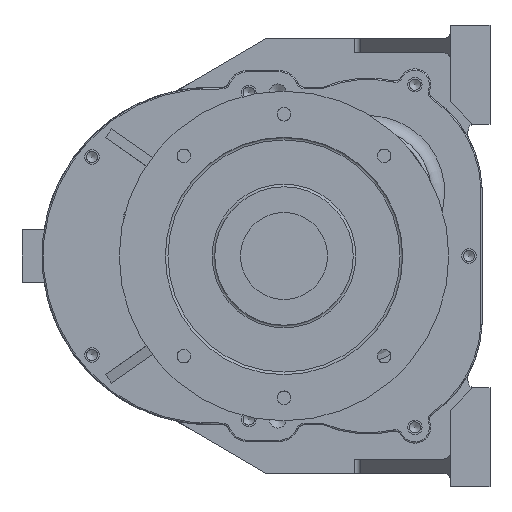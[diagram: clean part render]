
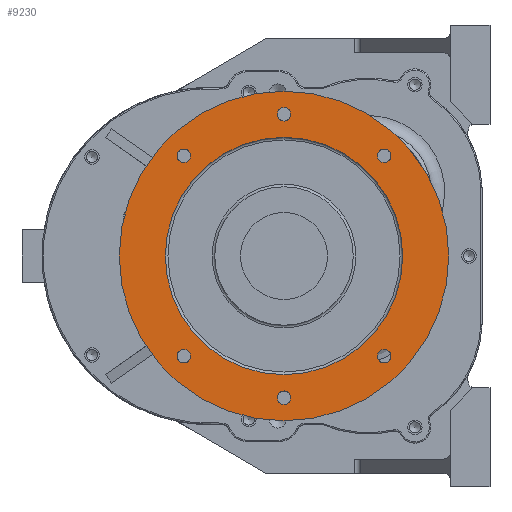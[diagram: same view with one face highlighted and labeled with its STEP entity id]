
A CAD part, left-side view. The second image highlights one B-rep face of the part: STEP entity #9230.
In plain terms, the highlighted planar face has unit normal (-1, 0, 0).
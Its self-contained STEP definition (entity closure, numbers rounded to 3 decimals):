
#260 = AXIS2_PLACEMENT_3D ( 'NONE', #5317, #10919, #3957 ) ;
#542 = FACE_BOUND ( 'NONE', #12836, .T. ) ;
#1162 = DIRECTION ( 'NONE',  ( 1., 0., 0. ) ) ;
#1435 = EDGE_LOOP ( 'NONE', ( #10995 ) ) ;
#1480 = AXIS2_PLACEMENT_3D ( 'NONE', #18238, #15332, #10895 ) ;
#2093 = FACE_BOUND ( 'NONE', #10701, .T. ) ;
#2286 = FACE_BOUND ( 'NONE', #1435, .T. ) ;
#2570 = CARTESIAN_POINT ( 'NONE',  ( -18., 76.014, -81.114 ) ) ;
#2672 = DIRECTION ( 'NONE',  ( 1., 0., 0. ) ) ;
#3217 = EDGE_CURVE ( 'NONE', #5051, #5051, #18497, .T. ) ;
#3267 = AXIS2_PLACEMENT_3D ( 'NONE', #4122, #2672, #10213 ) ;
#3444 = CARTESIAN_POINT ( 'NONE',  ( -18., -125., 0. ) ) ;
#3523 = ORIENTED_EDGE ( 'NONE', *, *, #3217, .T. ) ;
#3801 = AXIS2_PLACEMENT_3D ( 'NONE', #17929, #16093, #10499 ) ;
#3957 = DIRECTION ( 'NONE',  ( 0., 0., -1. ) ) ;
#4119 = AXIS2_PLACEMENT_3D ( 'NONE', #5642, #11354, #7101 ) ;
#4122 = CARTESIAN_POINT ( 'NONE',  ( -18., 76.014, 76.014 ) ) ;
#4170 = EDGE_CURVE ( 'NONE', #16744, #16744, #17422, .T. ) ;
#5051 = VERTEX_POINT ( 'NONE', #6209 ) ;
#5317 = CARTESIAN_POINT ( 'NONE',  ( -18., -76.014, -76.014 ) ) ;
#5642 = CARTESIAN_POINT ( 'NONE',  ( -18., 0., -107.5 ) ) ;
#5663 = CIRCLE ( 'NONE', #14605, 125. ) ;
#6209 = CARTESIAN_POINT ( 'NONE',  ( -18., -76.014, -81.114 ) ) ;
#6335 = AXIS2_PLACEMENT_3D ( 'NONE', #3444, #15130, #7994 ) ;
#6856 = EDGE_CURVE ( 'NONE', #10757, #10757, #7881, .T. ) ;
#6920 = CIRCLE ( 'NONE', #4119, 5.1 ) ;
#7038 = VERTEX_POINT ( 'NONE', #8466 ) ;
#7101 = DIRECTION ( 'NONE',  ( 0., 0., -1. ) ) ;
#7365 = ORIENTED_EDGE ( 'NONE', *, *, #4170, .T. ) ;
#7881 = CIRCLE ( 'NONE', #3267, 5.1 ) ;
#7994 = DIRECTION ( 'NONE',  ( 0., 0., 1. ) ) ;
#8384 = EDGE_LOOP ( 'NONE', ( #12574 ) ) ;
#8466 = CARTESIAN_POINT ( 'NONE',  ( -18., 0., 102.4 ) ) ;
#8660 = VERTEX_POINT ( 'NONE', #2570 ) ;
#8753 = CARTESIAN_POINT ( 'NONE',  ( -18., 0., -112.6 ) ) ;
#9230 = ADVANCED_FACE ( 'NONE', ( #2286, #9430, #12419, #9237, #2093, #542, #9335, #15328 ), #15221, .T. ) ;
#9237 = FACE_BOUND ( 'NONE', #18594, .T. ) ;
#9290 = CARTESIAN_POINT ( 'NONE',  ( -18., -76.014, 70.914 ) ) ;
#9335 = FACE_BOUND ( 'NONE', #8384, .T. ) ;
#9430 = FACE_BOUND ( 'NONE', #11061, .T. ) ;
#10198 = EDGE_CURVE ( 'NONE', #18590, #18590, #17850, .T. ) ;
#10213 = DIRECTION ( 'NONE',  ( 0., 0., -1. ) ) ;
#10499 = DIRECTION ( 'NONE',  ( 0., 0., -1. ) ) ;
#10690 = ORIENTED_EDGE ( 'NONE', *, *, #6856, .T. ) ;
#10701 = EDGE_LOOP ( 'NONE', ( #10690 ) ) ;
#10757 = VERTEX_POINT ( 'NONE', #15179 ) ;
#10895 = DIRECTION ( 'NONE',  ( 0., 0., 1. ) ) ;
#10919 = DIRECTION ( 'NONE',  ( 1., 0., 0. ) ) ;
#10995 = ORIENTED_EDGE ( 'NONE', *, *, #18942, .T. ) ;
#11061 = EDGE_LOOP ( 'NONE', ( #18295 ) ) ;
#11348 = ORIENTED_EDGE ( 'NONE', *, *, #18937, .T. ) ;
#11354 = DIRECTION ( 'NONE',  ( 1., 0., 0. ) ) ;
#11379 = CARTESIAN_POINT ( 'NONE',  ( -18., 0., 125. ) ) ;
#11469 = VERTEX_POINT ( 'NONE', #11379 ) ;
#11694 = CARTESIAN_POINT ( 'NONE',  ( -18., 76.014, -76.014 ) ) ;
#12419 = FACE_BOUND ( 'NONE', #15838, .T. ) ;
#12574 = ORIENTED_EDGE ( 'NONE', *, *, #10198, .F. ) ;
#12591 = CARTESIAN_POINT ( 'NONE',  ( -18., 0., 0. ) ) ;
#12836 = EDGE_LOOP ( 'NONE', ( #15786 ) ) ;
#13410 = EDGE_LOOP ( 'NONE', ( #11348 ) ) ;
#14218 = DIRECTION ( 'NONE',  ( 0., 0., -1. ) ) ;
#14489 = DIRECTION ( 'NONE',  ( 1., 0., 0. ) ) ;
#14594 = CIRCLE ( 'NONE', #3801, 5.1 ) ;
#14605 = AXIS2_PLACEMENT_3D ( 'NONE', #12591, #18708, #18883 ) ;
#15130 = DIRECTION ( 'NONE',  ( -1., 0., 0. ) ) ;
#15179 = CARTESIAN_POINT ( 'NONE',  ( -18., 76.014, 70.914 ) ) ;
#15221 = PLANE ( 'NONE',  #6335 ) ;
#15328 = FACE_OUTER_BOUND ( 'NONE', #13410, .T. ) ;
#15332 = DIRECTION ( 'NONE',  ( -1., 0., 0. ) ) ;
#15634 = AXIS2_PLACEMENT_3D ( 'NONE', #11694, #1162, #14218 ) ;
#15786 = ORIENTED_EDGE ( 'NONE', *, *, #17079, .T. ) ;
#15838 = EDGE_LOOP ( 'NONE', ( #3523 ) ) ;
#16037 = DIRECTION ( 'NONE',  ( 0., 0., -1. ) ) ;
#16093 = DIRECTION ( 'NONE',  ( 1., 0., 0. ) ) ;
#16744 = VERTEX_POINT ( 'NONE', #9290 ) ;
#17079 = EDGE_CURVE ( 'NONE', #8660, #8660, #18723, .T. ) ;
#17394 = CARTESIAN_POINT ( 'NONE',  ( -18., -76.014, 76.014 ) ) ;
#17422 = CIRCLE ( 'NONE', #18977, 5.1 ) ;
#17644 = VERTEX_POINT ( 'NONE', #8753 ) ;
#17850 = CIRCLE ( 'NONE', #1480, 90. ) ;
#17929 = CARTESIAN_POINT ( 'NONE',  ( -18., 0., 107.5 ) ) ;
#18238 = CARTESIAN_POINT ( 'NONE',  ( -18., 0., 0. ) ) ;
#18295 = ORIENTED_EDGE ( 'NONE', *, *, #18724, .T. ) ;
#18495 = CARTESIAN_POINT ( 'NONE',  ( -18., 0., 90. ) ) ;
#18497 = CIRCLE ( 'NONE', #260, 5.1 ) ;
#18590 = VERTEX_POINT ( 'NONE', #18495 ) ;
#18594 = EDGE_LOOP ( 'NONE', ( #7365 ) ) ;
#18708 = DIRECTION ( 'NONE',  ( -1., 0., 0. ) ) ;
#18723 = CIRCLE ( 'NONE', #15634, 5.1 ) ;
#18724 = EDGE_CURVE ( 'NONE', #7038, #7038, #14594, .T. ) ;
#18883 = DIRECTION ( 'NONE',  ( 0., 0., 1. ) ) ;
#18937 = EDGE_CURVE ( 'NONE', #11469, #11469, #5663, .T. ) ;
#18942 = EDGE_CURVE ( 'NONE', #17644, #17644, #6920, .T. ) ;
#18977 = AXIS2_PLACEMENT_3D ( 'NONE', #17394, #14489, #16037 ) ;
